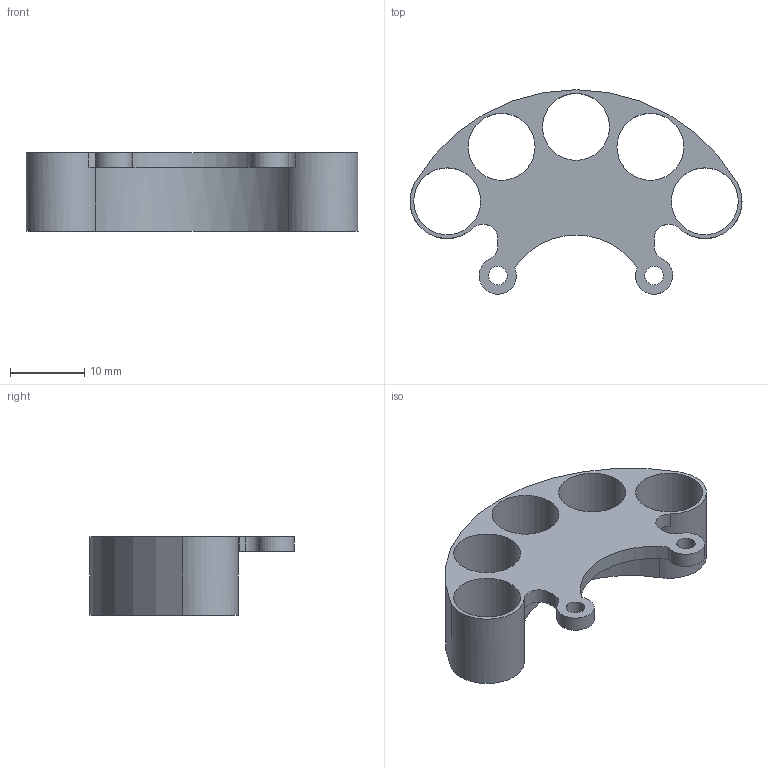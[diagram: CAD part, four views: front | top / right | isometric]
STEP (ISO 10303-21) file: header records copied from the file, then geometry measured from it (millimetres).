
FILE_DESCRIPTION(('CATIA V5 STEP Exchange'),'2;1');
FILE_NAME('lichtschutz.stp','2011-10-09T21:23:24+00:00',('none'),('none'),'CATIA Version 5 Release 21 SP 1 (IN-10)','CATIA V5 STEP AP203','none');
FILE_SCHEMA(('CONFIG_CONTROL_DESIGN'));
Length unit declared in the file: millimetre
Products named in the file (1): Spacer Ziffernblatt
Bounding box: 44.64 x 27.5 x 10.6 mm (x, y, z)
Volume: 2406.4 mm3; surface area: 3663.6 mm2
Topology: 1 solids, 1 shells, 32 faces, 92 edges, 62 vertices
Faces by surface type: cylinder 27, plane 5
Entity records: 1067 total; most frequent: ORIENTED_EDGE 184, CARTESIAN_POINT 180, DIRECTION 142, EDGE_CURVE 92, AXIS2_PLACEMENT_3D 84, VERTEX_POINT 62, CIRCLE 58, EDGE_LOOP 46
